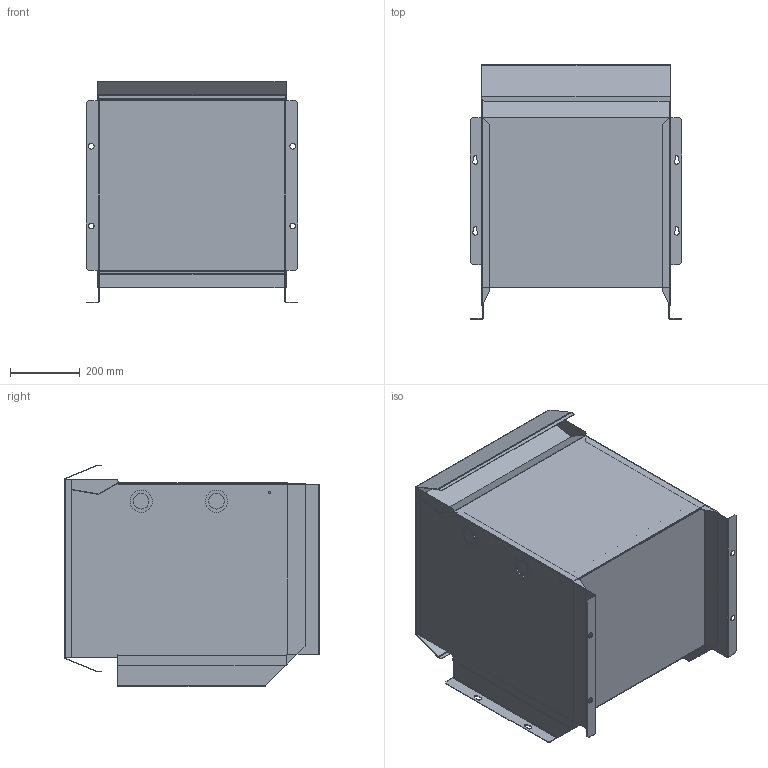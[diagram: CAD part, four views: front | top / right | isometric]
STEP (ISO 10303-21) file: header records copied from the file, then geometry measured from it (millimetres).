
FILE_DESCRIPTION (( 'STEP AP203' ), '1' );
FILE_NAME ('DM040JJ.step', '2022-02-01T19:21:28', ( '' ), ( '' ), 'SwSTEP 2.0', 'SolidWorks 2021', '' );
FILE_SCHEMA (( 'CONFIG_CONTROL_DESIGN' ));
Length unit declared in the file: inch
Products named in the file (1): DM040JJ
Bounding box: 606.3 x 729.43 x 634.44 mm (x, y, z)
Volume: 3359207.6 mm3; surface area: 4676626.4 mm2
Topology: 5 solids, 5 shells, 236 faces, 610 edges, 392 vertices
Faces by surface type: plane 152, cylinder 82, bspline 2
Entity records: 7307 total; most frequent: CARTESIAN_POINT 1305, DIRECTION 1248, ORIENTED_EDGE 1220, EDGE_CURVE 610, LINE 434, VECTOR 434, AXIS2_PLACEMENT_3D 407, VERTEX_POINT 392
